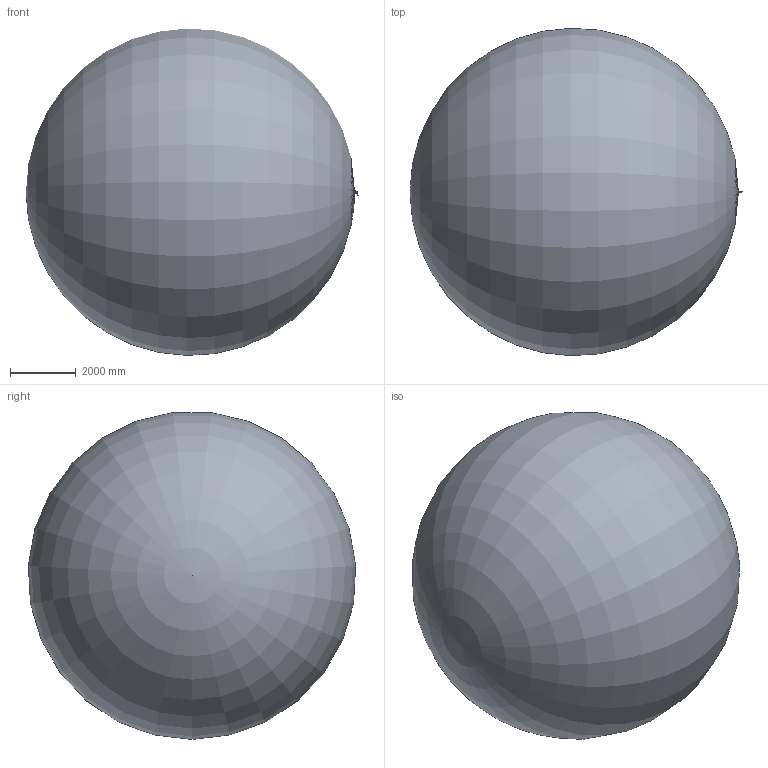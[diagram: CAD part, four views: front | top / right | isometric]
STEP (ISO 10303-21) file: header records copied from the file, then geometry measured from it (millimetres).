
FILE_DESCRIPTION(/* description */ ('Unknown'),/* implementation_level */ '2;1');
FILE_NAME(/* name */ '24045000',/* time_stamp */ '2022-09-08T03:49:57+02:00',/* author */ ('Unknown'),/* organization */ ('GROHE AG'),/* preprocessor_version */ 'ST-DEVELOPER v16.7',/* originating_system */ 'DEX',/* authorisation */ $);
FILE_SCHEMA (('AUTOMOTIVE_DESIGN {1 0 10303 214 3 1 1}'));
Length unit declared in the file: millimetre
Products named in the file (6): 24045000; 24045000_0; SQUARE#8; 24045000_1; 24045000_2
Assembly tree (5 placements, depth 2):
  24045000
    24045000
    24045000_0
    SQUARE#8
    24045000_1
    24045000_2
Bounding box: 10101.42 x 9961.06 x 9944.21 mm (x, y, z)
Volume: 521147052063.3 mm3; surface area: 313253133.6 mm2
Topology: 5 solids, 6 shells, 99 faces, 227 edges, 142 vertices
Faces by surface type: bspline 47, plane 30, cylinder 14, cone 4, sphere 3, torus 1
Full cylindrical faces by diameter (mm): 7.5 x1, 9.8 x1, 12.5 x2, 23 x1
Entity records: 6838 total; most frequent: CARTESIAN_POINT 5045, ORIENTED_EDGE 404, EDGE_CURVE 202, B_SPLINE_CURVE_WITH_KNOTS 173, DIRECTION 170, VERTEX_POINT 137, FACE_BOUND 121, EDGE_LOOP 120
